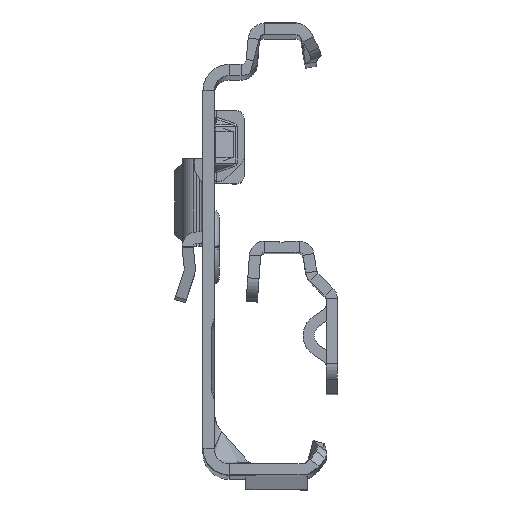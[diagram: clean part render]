
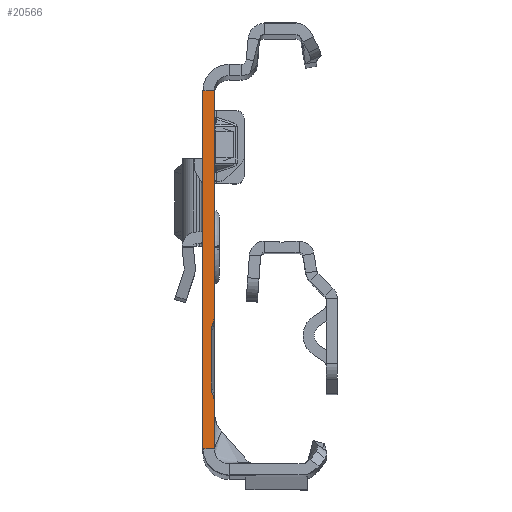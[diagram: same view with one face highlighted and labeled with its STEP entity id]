
A CAD part, top view. The second image highlights one B-rep face of the part: STEP entity #20566.
In plain terms, the highlighted planar face has unit normal (0, 0, 1).
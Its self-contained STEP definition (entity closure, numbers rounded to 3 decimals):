
#163 = AXIS2_PLACEMENT_3D ( 'NONE', #2859, #7213, #17958 ) ;
#281 = CARTESIAN_POINT ( 'NONE',  ( 0., 24.135, 0. ) ) ;
#461 = AXIS2_PLACEMENT_3D ( 'NONE', #1416, #7675, #20324 ) ;
#1382 = CARTESIAN_POINT ( 'NONE',  ( -1.5, 24.135, 0. ) ) ;
#1395 = CARTESIAN_POINT ( 'NONE',  ( -0.234, -18.442, 0. ) ) ;
#1416 = CARTESIAN_POINT ( 'NONE',  ( 0.6, -17.865, 0. ) ) ;
#1526 = EDGE_CURVE ( 'NONE', #5676, #5295, #5806, .T. ) ;
#1703 = DIRECTION ( 'NONE',  ( -1., 0., 0. ) ) ;
#1827 = CARTESIAN_POINT ( 'NONE',  ( 0., -25.865, 0. ) ) ;
#1931 = DIRECTION ( 'NONE',  ( -1., 0., 0. ) ) ;
#2122 = EDGE_CURVE ( 'NONE', #5546, #18800, #24162, .T. ) ;
#2294 = CARTESIAN_POINT ( 'NONE',  ( 0., -19.499, 0. ) ) ;
#2611 = EDGE_CURVE ( 'NONE', #4663, #8305, #14533, .T. ) ;
#2859 = CARTESIAN_POINT ( 'NONE',  ( 0.6, -9.865, 0. ) ) ;
#3516 = VERTEX_POINT ( 'NONE', #24391 ) ;
#3946 = LINE ( 'NONE', #281, #11772 ) ;
#4225 = CARTESIAN_POINT ( 'NONE',  ( -0.306, -18.288, 0. ) ) ;
#4356 = ORIENTED_EDGE ( 'NONE', *, *, #4466, .F. ) ;
#4466 = EDGE_CURVE ( 'NONE', #14112, #8859, #8081, .T. ) ;
#4663 = VERTEX_POINT ( 'NONE', #12939 ) ;
#4815 = ORIENTED_EDGE ( 'NONE', *, *, #16462, .F. ) ;
#5295 = VERTEX_POINT ( 'NONE', #2294 ) ;
#5546 = VERTEX_POINT ( 'NONE', #21738 ) ;
#5676 = VERTEX_POINT ( 'NONE', #24598 ) ;
#5806 = CIRCLE ( 'NONE', #24098, 2.5 ) ;
#5980 = DIRECTION ( 'NONE',  ( 0., -1., 0. ) ) ;
#6072 = DIRECTION ( 'NONE',  ( 0., -1., 0. ) ) ;
#6166 = ORIENTED_EDGE ( 'NONE', *, *, #2611, .F. ) ;
#6319 = VECTOR ( 'NONE', #24955, 1000. ) ;
#7213 = DIRECTION ( 'NONE',  ( 0., 0., 1. ) ) ;
#7456 = CARTESIAN_POINT ( 'NONE',  ( -2.5, -19.499, 0. ) ) ;
#7675 = DIRECTION ( 'NONE',  ( 0., 0., 1. ) ) ;
#8081 = LINE ( 'NONE', #14429, #6319 ) ;
#8171 = CARTESIAN_POINT ( 'NONE',  ( 0., 22.135, 0. ) ) ;
#8305 = VERTEX_POINT ( 'NONE', #14558 ) ;
#8859 = VERTEX_POINT ( 'NONE', #14584 ) ;
#9117 = LINE ( 'NONE', #19743, #10675 ) ;
#9413 = EDGE_CURVE ( 'NONE', #16716, #14112, #15328, .T. ) ;
#10554 = ORIENTED_EDGE ( 'NONE', *, *, #2122, .F. ) ;
#10675 = VECTOR ( 'NONE', #13319, 1000. ) ;
#10698 = DIRECTION ( 'NONE',  ( 0., -1., 0. ) ) ;
#11034 = CARTESIAN_POINT ( 'NONE',  ( -1.5, 22.135, 0. ) ) ;
#11172 = ORIENTED_EDGE ( 'NONE', *, *, #20183, .F. ) ;
#11431 = ORIENTED_EDGE ( 'NONE', *, *, #20706, .F. ) ;
#11772 = VECTOR ( 'NONE', #5980, 1000. ) ;
#12338 = VECTOR ( 'NONE', #10698, 1000. ) ;
#12474 = LINE ( 'NONE', #20902, #12338 ) ;
#12505 = LINE ( 'NONE', #8171, #20827 ) ;
#12511 = ORIENTED_EDGE ( 'NONE', *, *, #19482, .T. ) ;
#12939 = CARTESIAN_POINT ( 'NONE',  ( 0., -8.231, 0. ) ) ;
#13319 = DIRECTION ( 'NONE',  ( -0.423, -0.906, 0. ) ) ;
#13925 = AXIS2_PLACEMENT_3D ( 'NONE', #1382, #20153, #18128 ) ;
#14112 = VERTEX_POINT ( 'NONE', #22918 ) ;
#14281 = CARTESIAN_POINT ( 'NONE',  ( -2.5, -8.231, 0. ) ) ;
#14334 = CIRCLE ( 'NONE', #461, 1. ) ;
#14383 = EDGE_CURVE ( 'NONE', #21629, #5676, #26571, .T. ) ;
#14429 = CARTESIAN_POINT ( 'NONE',  ( -0.4, -9.865, 0. ) ) ;
#14533 = CIRCLE ( 'NONE', #25879, 2.5 ) ;
#14558 = CARTESIAN_POINT ( 'NONE',  ( -0.234, -9.288, 0. ) ) ;
#14584 = CARTESIAN_POINT ( 'NONE',  ( -0.4, -17.865, 0. ) ) ;
#14628 = EDGE_CURVE ( 'NONE', #19282, #18800, #12474, .T. ) ;
#15328 = CIRCLE ( 'NONE', #163, 1. ) ;
#15751 = CARTESIAN_POINT ( 'NONE',  ( -1.5, -25.865, 0. ) ) ;
#16146 = CARTESIAN_POINT ( 'NONE',  ( 0., 24.135, 0. ) ) ;
#16344 = DIRECTION ( 'NONE',  ( 0., 0., -1. ) ) ;
#16462 = EDGE_CURVE ( 'NONE', #8305, #16716, #9117, .T. ) ;
#16716 = VERTEX_POINT ( 'NONE', #20478 ) ;
#16759 = EDGE_LOOP ( 'NONE', ( #6166, #11431, #12511, #19911, #10554, #23796, #23425, #24604, #11172, #4356, #17099, #4815 ) ) ;
#17099 = ORIENTED_EDGE ( 'NONE', *, *, #9413, .F. ) ;
#17958 = DIRECTION ( 'NONE',  ( -1., 0., 0. ) ) ;
#18128 = DIRECTION ( 'NONE',  ( 0., -1., 0. ) ) ;
#18372 = DIRECTION ( 'NONE',  ( -1., 0., 0. ) ) ;
#18800 = VERTEX_POINT ( 'NONE', #15751 ) ;
#19282 = VERTEX_POINT ( 'NONE', #11034 ) ;
#19482 = EDGE_CURVE ( 'NONE', #3516, #19282, #12505, .T. ) ;
#19743 = CARTESIAN_POINT ( 'NONE',  ( -0.234, -9.288, 0. ) ) ;
#19911 = ORIENTED_EDGE ( 'NONE', *, *, #14628, .T. ) ;
#20153 = DIRECTION ( 'NONE',  ( 0., 0., 1. ) ) ;
#20183 = EDGE_CURVE ( 'NONE', #8859, #21629, #14334, .T. ) ;
#20306 = DIRECTION ( 'NONE',  ( 0.423, -0.906, 0. ) ) ;
#20324 = DIRECTION ( 'NONE',  ( 1., 0., 0. ) ) ;
#20478 = CARTESIAN_POINT ( 'NONE',  ( -0.306, -9.443, 0. ) ) ;
#20566 = ADVANCED_FACE ( 'NONE', ( #22192 ), #24506, .T. ) ;
#20650 = LINE ( 'NONE', #16146, #24484 ) ;
#20706 = EDGE_CURVE ( 'NONE', #3516, #4663, #3946, .T. ) ;
#20827 = VECTOR ( 'NONE', #18372, 1000. ) ;
#20902 = CARTESIAN_POINT ( 'NONE',  ( -1.5, 24.135, 0. ) ) ;
#21469 = VECTOR ( 'NONE', #20306, 1000. ) ;
#21488 = VECTOR ( 'NONE', #1703, 1000. ) ;
#21629 = VERTEX_POINT ( 'NONE', #4225 ) ;
#21738 = CARTESIAN_POINT ( 'NONE',  ( 0., -25.865, 0. ) ) ;
#22192 = FACE_OUTER_BOUND ( 'NONE', #16759, .T. ) ;
#22918 = CARTESIAN_POINT ( 'NONE',  ( -0.4, -9.865, 0. ) ) ;
#23425 = ORIENTED_EDGE ( 'NONE', *, *, #1526, .F. ) ;
#23796 = ORIENTED_EDGE ( 'NONE', *, *, #25281, .F. ) ;
#24063 = DIRECTION ( 'NONE',  ( 0., 0., -1. ) ) ;
#24098 = AXIS2_PLACEMENT_3D ( 'NONE', #7456, #24063, #24202 ) ;
#24162 = LINE ( 'NONE', #1827, #21488 ) ;
#24202 = DIRECTION ( 'NONE',  ( 1., 0., 0. ) ) ;
#24391 = CARTESIAN_POINT ( 'NONE',  ( 0., 22.135, 0. ) ) ;
#24484 = VECTOR ( 'NONE', #6072, 1000. ) ;
#24506 = PLANE ( 'NONE',  #13925 ) ;
#24598 = CARTESIAN_POINT ( 'NONE',  ( -0.234, -18.442, 0. ) ) ;
#24604 = ORIENTED_EDGE ( 'NONE', *, *, #14383, .F. ) ;
#24955 = DIRECTION ( 'NONE',  ( 0., -1., 0. ) ) ;
#25281 = EDGE_CURVE ( 'NONE', #5295, #5546, #20650, .T. ) ;
#25879 = AXIS2_PLACEMENT_3D ( 'NONE', #14281, #16344, #1931 ) ;
#26571 = LINE ( 'NONE', #1395, #21469 ) ;
